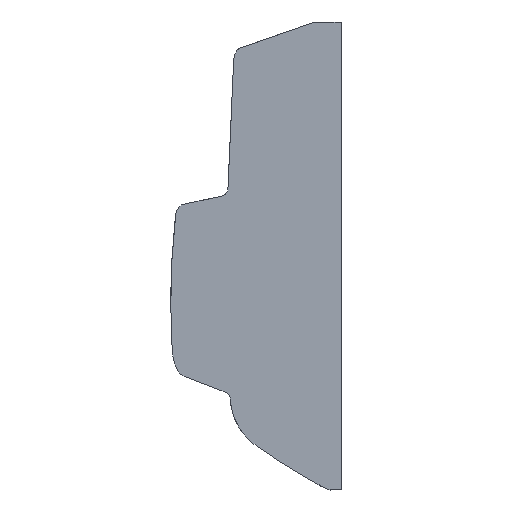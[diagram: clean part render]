
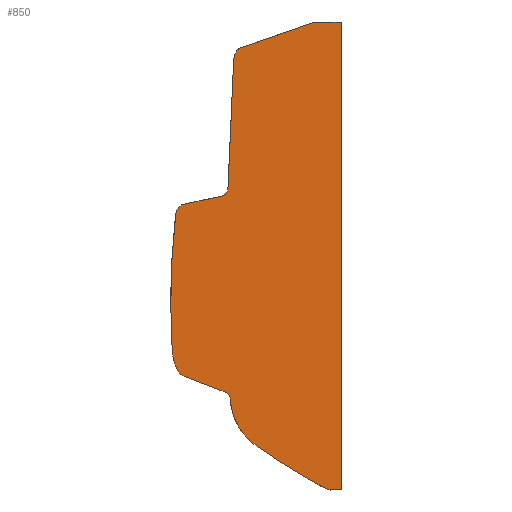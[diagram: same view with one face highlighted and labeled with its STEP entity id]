
A CAD part, left-side view. The second image highlights one B-rep face of the part: STEP entity #850.
In plain terms, the highlighted planar face has unit normal (-1, 0, 0).
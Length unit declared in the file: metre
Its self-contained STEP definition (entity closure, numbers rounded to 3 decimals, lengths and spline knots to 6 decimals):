
#15=PLANE('',#933);
#110=FACE_OUTER_BOUND('',#165,.T.);
#165=EDGE_LOOP('',(#602,#603,#604,#605,#606,#607,#608,#609,#610,#611,#612,
#613,#614,#615,#616,#617,#618,#619,#620));
#214=LINE('',#1543,#255);
#215=LINE('',#1545,#256);
#216=LINE('',#1547,#257);
#217=LINE('',#1551,#258);
#218=LINE('',#1557,#259);
#219=LINE('',#1561,#260);
#220=LINE('',#1570,#261);
#255=VECTOR('',#1045,0.01);
#256=VECTOR('',#1046,0.01);
#257=VECTOR('',#1047,0.01);
#258=VECTOR('',#1050,0.01);
#259=VECTOR('',#1055,0.01);
#260=VECTOR('',#1058,0.01);
#261=VECTOR('',#1067,0.01);
#291=CIRCLE('',#918,0.00126);
#298=CIRCLE('',#928,0.00126);
#302=CIRCLE('',#934,0.00126);
#303=CIRCLE('',#935,0.00126);
#304=CIRCLE('',#936,0.00337);
#305=CIRCLE('',#937,0.0013);
#306=CIRCLE('',#938,0.002273);
#307=CIRCLE('',#939,0.123686);
#308=CIRCLE('',#940,0.008043);
#309=CIRCLE('',#941,0.00194);
#310=CIRCLE('',#942,0.009652);
#311=CIRCLE('',#943,0.13915);
#335=VERTEX_POINT('',#1219);
#336=VERTEX_POINT('',#1221);
#355=VERTEX_POINT('',#1464);
#356=VERTEX_POINT('',#1466);
#362=VERTEX_POINT('',#1542);
#363=VERTEX_POINT('',#1544);
#364=VERTEX_POINT('',#1546);
#365=VERTEX_POINT('',#1548);
#366=VERTEX_POINT('',#1550);
#367=VERTEX_POINT('',#1552);
#368=VERTEX_POINT('',#1554);
#369=VERTEX_POINT('',#1556);
#370=VERTEX_POINT('',#1558);
#371=VERTEX_POINT('',#1560);
#372=VERTEX_POINT('',#1562);
#373=VERTEX_POINT('',#1564);
#374=VERTEX_POINT('',#1566);
#375=VERTEX_POINT('',#1568);
#376=VERTEX_POINT('',#1571);
#416=EDGE_CURVE('',#335,#336,#291,.T.);
#443=EDGE_CURVE('',#355,#356,#298,.T.);
#454=EDGE_CURVE('',#355,#362,#214,.T.);
#455=EDGE_CURVE('',#362,#363,#215,.T.);
#456=EDGE_CURVE('',#363,#364,#216,.T.);
#457=EDGE_CURVE('',#365,#364,#302,.T.);
#458=EDGE_CURVE('',#365,#366,#217,.T.);
#459=EDGE_CURVE('',#367,#366,#303,.T.);
#460=EDGE_CURVE('',#367,#368,#304,.T.);
#461=EDGE_CURVE('',#368,#369,#218,.T.);
#462=EDGE_CURVE('',#370,#369,#305,.T.);
#463=EDGE_CURVE('',#370,#371,#219,.T.);
#464=EDGE_CURVE('',#371,#372,#306,.T.);
#465=EDGE_CURVE('',#372,#373,#307,.T.);
#466=EDGE_CURVE('',#373,#374,#308,.T.);
#467=EDGE_CURVE('',#374,#375,#309,.T.);
#468=EDGE_CURVE('',#375,#336,#220,.T.);
#469=EDGE_CURVE('',#335,#376,#310,.T.);
#470=EDGE_CURVE('',#376,#356,#311,.T.);
#602=ORIENTED_EDGE('',*,*,#443,.F.);
#603=ORIENTED_EDGE('',*,*,#454,.T.);
#604=ORIENTED_EDGE('',*,*,#455,.T.);
#605=ORIENTED_EDGE('',*,*,#456,.T.);
#606=ORIENTED_EDGE('',*,*,#457,.F.);
#607=ORIENTED_EDGE('',*,*,#458,.T.);
#608=ORIENTED_EDGE('',*,*,#459,.F.);
#609=ORIENTED_EDGE('',*,*,#460,.T.);
#610=ORIENTED_EDGE('',*,*,#461,.T.);
#611=ORIENTED_EDGE('',*,*,#462,.F.);
#612=ORIENTED_EDGE('',*,*,#463,.T.);
#613=ORIENTED_EDGE('',*,*,#464,.T.);
#614=ORIENTED_EDGE('',*,*,#465,.T.);
#615=ORIENTED_EDGE('',*,*,#466,.T.);
#616=ORIENTED_EDGE('',*,*,#467,.T.);
#617=ORIENTED_EDGE('',*,*,#468,.T.);
#618=ORIENTED_EDGE('',*,*,#416,.F.);
#619=ORIENTED_EDGE('',*,*,#469,.T.);
#620=ORIENTED_EDGE('',*,*,#470,.T.);
#850=ADVANCED_FACE('',(#110),#15,.T.);
#918=AXIS2_PLACEMENT_3D('',#1222,#1008,#1009);
#928=AXIS2_PLACEMENT_3D('',#1467,#1032,#1033);
#933=AXIS2_PLACEMENT_3D('',#1541,#1043,#1044);
#934=AXIS2_PLACEMENT_3D('',#1549,#1048,#1049);
#935=AXIS2_PLACEMENT_3D('',#1553,#1051,#1052);
#936=AXIS2_PLACEMENT_3D('',#1555,#1053,#1054);
#937=AXIS2_PLACEMENT_3D('',#1559,#1056,#1057);
#938=AXIS2_PLACEMENT_3D('',#1563,#1059,#1060);
#939=AXIS2_PLACEMENT_3D('',#1565,#1061,#1062);
#940=AXIS2_PLACEMENT_3D('',#1567,#1063,#1064);
#941=AXIS2_PLACEMENT_3D('',#1569,#1065,#1066);
#942=AXIS2_PLACEMENT_3D('',#1572,#1068,#1069);
#943=AXIS2_PLACEMENT_3D('',#1573,#1070,#1071);
#1008=DIRECTION('center_axis',(-1.,0.,0.));
#1009=DIRECTION('ref_axis',(0.,-0.807,0.59));
#1032=DIRECTION('center_axis',(1.,0.,0.));
#1033=DIRECTION('ref_axis',(0.,0.25,-0.968));
#1043=DIRECTION('center_axis',(-1.,0.,0.));
#1044=DIRECTION('ref_axis',(0.,0.,1.));
#1045=DIRECTION('',(0.,-1.,0.));
#1046=DIRECTION('',(0.,0.,1.));
#1047=DIRECTION('',(0.,1.,0.));
#1048=DIRECTION('center_axis',(1.,0.,0.));
#1049=DIRECTION('ref_axis',(0.,0.167,0.986));
#1050=DIRECTION('',(0.,0.944,-0.329));
#1051=DIRECTION('center_axis',(1.,0.,0.));
#1052=DIRECTION('ref_axis',(0.,0.653,0.757));
#1053=DIRECTION('center_axis',(-1.,0.,0.));
#1054=DIRECTION('ref_axis',(0.,-0.799,-0.601));
#1055=DIRECTION('',(0.,0.045,-0.999));
#1056=DIRECTION('center_axis',(-1.,0.,0.));
#1057=DIRECTION('ref_axis',(0.,-0.764,-0.645));
#1058=DIRECTION('',(0.,0.977,-0.213));
#1059=DIRECTION('center_axis',(-1.,0.,0.));
#1060=DIRECTION('ref_axis',(0.,-0.573,-0.819));
#1061=DIRECTION('center_axis',(-1.,0.,0.));
#1062=DIRECTION('ref_axis',(0.,-0.994,-0.111));
#1063=DIRECTION('center_axis',(-1.,0.,0.));
#1064=DIRECTION('ref_axis',(0.,-0.998,0.06));
#1065=DIRECTION('center_axis',(-1.,0.,0.));
#1066=DIRECTION('ref_axis',(0.,-0.893,0.45));
#1067=DIRECTION('',(0.,-0.934,-0.358));
#1068=DIRECTION('center_axis',(-1.,0.,0.));
#1069=DIRECTION('ref_axis',(0.,-1.,-0.025));
#1070=DIRECTION('center_axis',(-1.,0.,0.));
#1071=DIRECTION('ref_axis',(0.,-0.562,0.827));
#1219=CARTESIAN_POINT('',(0.005478,0.025228,-0.015624));
#1221=CARTESIAN_POINT('',(0.005478,0.026035,-0.01452));
#1222=CARTESIAN_POINT('Origin',(0.005478,0.026486,-0.015697));
#1464=CARTESIAN_POINT('',(0.005478,0.009605,-0.029851));
#1466=CARTESIAN_POINT('',(0.005478,0.010216,-0.029694));
#1467=CARTESIAN_POINT('Origin',(0.005478,0.009605,
-0.028591));
#1541=CARTESIAN_POINT('Origin',(0.005478,0.00785,-0.029943));
#1542=CARTESIAN_POINT('',(0.005478,0.00785,-0.029851));
#1543=CARTESIAN_POINT('',(0.005478,0.00889,-0.029851));
#1544=CARTESIAN_POINT('',(0.005478,0.00785,0.043386));
#1545=CARTESIAN_POINT('',(0.005478,0.00785,-0.029943));
#1546=CARTESIAN_POINT('',(0.005478,0.011741,0.043386));
#1547=CARTESIAN_POINT('',(0.005478,0.00785,0.043386));
#1548=CARTESIAN_POINT('',(0.005478,0.012156,0.043316));
#1549=CARTESIAN_POINT('Origin',(0.005478,0.011741,
0.042126));
#1550=CARTESIAN_POINT('',(0.005478,0.023602,0.039327));
#1551=CARTESIAN_POINT('',(0.005478,0.021519,0.040053));
#1552=CARTESIAN_POINT('',(0.005478,0.024304,0.038721));
#1553=CARTESIAN_POINT('Origin',(0.005478,0.023188,
0.038137));
#1554=CARTESIAN_POINT('',(0.005478,0.024685,0.037311));
#1555=CARTESIAN_POINT('Origin',(0.005478,0.021318,
0.037159));
#1556=CARTESIAN_POINT('',(0.005478,0.025585,0.01735));
#1557=CARTESIAN_POINT('',(0.005478,0.026181,0.004131));
#1558=CARTESIAN_POINT('',(0.005478,0.026607,0.016138));
#1559=CARTESIAN_POINT('Origin',(0.005478,0.026883,0.017408));
#1560=CARTESIAN_POINT('',(0.005478,0.032814,0.014785));
#1561=CARTESIAN_POINT('',(0.005478,0.021958,0.017151));
#1562=CARTESIAN_POINT('',(0.005478,0.03377,0.013175));
#1563=CARTESIAN_POINT('Origin',(0.005478,0.031511,0.012923));
#1564=CARTESIAN_POINT('',(0.005478,0.034307,-0.007995));
#1565=CARTESIAN_POINT('Origin',(0.005478,-0.089154,
-0.000533));
#1566=CARTESIAN_POINT('',(0.005478,0.033459,-0.011133));
#1567=CARTESIAN_POINT('Origin',(0.005478,0.026278,-0.00751));
#1568=CARTESIAN_POINT('',(0.005478,0.032422,-0.01207));
#1569=CARTESIAN_POINT('Origin',(0.005478,0.031727,-0.010259));
#1570=CARTESIAN_POINT('',(0.005478,0.018724,-0.017325));
#1571=CARTESIAN_POINT('',(0.005478,0.021017,-0.023052));
#1572=CARTESIAN_POINT('Origin',(0.005478,0.015592,-0.015069));
#1573=CARTESIAN_POINT('Origin',(0.005478,-0.057192,
0.092039));
